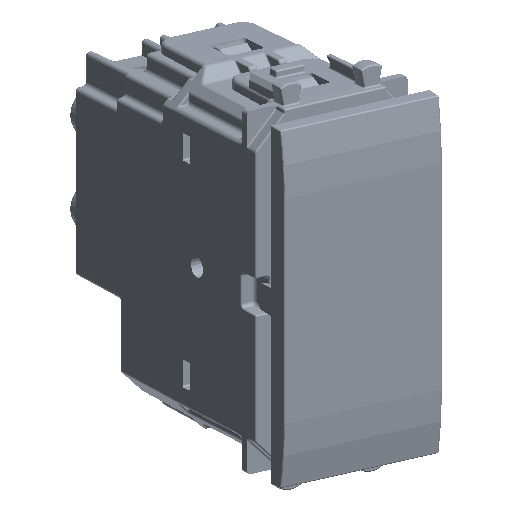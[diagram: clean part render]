
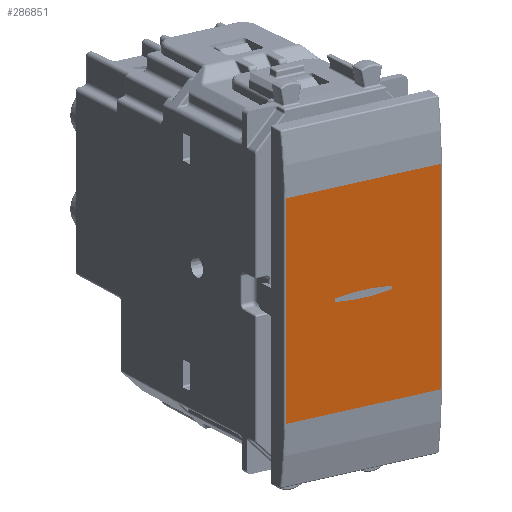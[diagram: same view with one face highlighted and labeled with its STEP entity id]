
A CAD part, top view. The second image highlights one B-rep face of the part: STEP entity #286851.
In plain terms, the highlighted face is planar.
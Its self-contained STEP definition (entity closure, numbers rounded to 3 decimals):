
#286655=CARTESIAN_POINT('Line Origine',(10.791,-11.,2.7)) ;
#286659=CARTESIAN_POINT('Vertex',(10.791,-13.933,2.7)) ;
#286661=CARTESIAN_POINT('Vertex',(10.791,13.933,2.7)) ;
#286787=CARTESIAN_POINT('Axis2P3D Location',(0.,0.,2.7)) ;
#286792=CARTESIAN_POINT('Line Origine',(-10.791,0.,2.7)) ;
#286796=CARTESIAN_POINT('Vertex',(-10.791,-13.933,2.7)) ;
#286798=CARTESIAN_POINT('Vertex',(-10.791,13.933,2.7)) ;
#286801=CARTESIAN_POINT('Line Origine',(0.,-13.933,2.7)) ;
#286806=CARTESIAN_POINT('Line Origine',(0.,13.933,2.7)) ;
#286817=CARTESIAN_POINT('Axis2P3D Location',(0.,-28.,2.7)) ;
#286821=CARTESIAN_POINT('Vertex',(-3.783,0.248,2.7)) ;
#286823=CARTESIAN_POINT('Vertex',(3.783,0.248,2.7)) ;
#286826=CARTESIAN_POINT('Axis2P3D Location',(3.75,0.,2.7)) ;
#286830=CARTESIAN_POINT('Vertex',(3.783,-0.248,2.7)) ;
#286833=CARTESIAN_POINT('Axis2P3D Location',(0.,28.,2.7)) ;
#286837=CARTESIAN_POINT('Vertex',(-3.783,-0.248,2.7)) ;
#286840=CARTESIAN_POINT('Axis2P3D Location',(-3.75,0.,2.7)) ;
#286656=DIRECTION('Vector Direction',(0.,-1.,0.)) ;
#286788=DIRECTION('Axis2P3D Direction',(-0.,0.,1.)) ;
#286789=DIRECTION('Axis2P3D XDirection',(0.,-1.,0.)) ;
#286793=DIRECTION('Vector Direction',(0.,-1.,0.)) ;
#286802=DIRECTION('Vector Direction',(1.,0.,0.)) ;
#286807=DIRECTION('Vector Direction',(1.,0.,0.)) ;
#286818=DIRECTION('Axis2P3D Direction',(-0.,0.,1.)) ;
#286827=DIRECTION('Axis2P3D Direction',(-0.,0.,1.)) ;
#286834=DIRECTION('Axis2P3D Direction',(-0.,0.,1.)) ;
#286841=DIRECTION('Axis2P3D Direction',(-0.,0.,1.)) ;
#286790=AXIS2_PLACEMENT_3D('Plane Axis2P3D',#286787,#286788,#286789) ;
#286819=AXIS2_PLACEMENT_3D('Circle Axis2P3D',#286817,#286818,$) ;
#286828=AXIS2_PLACEMENT_3D('Circle Axis2P3D',#286826,#286827,$) ;
#286835=AXIS2_PLACEMENT_3D('Circle Axis2P3D',#286833,#286834,$) ;
#286842=AXIS2_PLACEMENT_3D('Circle Axis2P3D',#286840,#286841,$) ;
#286812=ORIENTED_EDGE('',*,*,#286800,.F.) ;
#286813=ORIENTED_EDGE('',*,*,#286805,.T.) ;
#286814=ORIENTED_EDGE('',*,*,#286663,.T.) ;
#286815=ORIENTED_EDGE('',*,*,#286810,.F.) ;
#286846=ORIENTED_EDGE('',*,*,#286825,.T.) ;
#286847=ORIENTED_EDGE('',*,*,#286832,.T.) ;
#286848=ORIENTED_EDGE('',*,*,#286839,.T.) ;
#286849=ORIENTED_EDGE('',*,*,#286844,.T.) ;
#286850=FACE_BOUND('',#286845,.T.) ;
#286657=VECTOR('Line Direction',#286656,1.) ;
#286794=VECTOR('Line Direction',#286793,1.) ;
#286803=VECTOR('Line Direction',#286802,1.) ;
#286808=VECTOR('Line Direction',#286807,1.) ;
#286851=ADVANCED_FACE('PartBody',(#286816,#286850),#286791,.T.) ;
#286820=CIRCLE('generated circle',#286819,28.5) ;
#286829=CIRCLE('generated circle',#286828,0.25) ;
#286836=CIRCLE('generated circle',#286835,28.5) ;
#286843=CIRCLE('generated circle',#286842,0.25) ;
#286663=EDGE_CURVE('',#286660,#286662,#286658,.F.) ;
#286800=EDGE_CURVE('',#286797,#286799,#286795,.F.) ;
#286805=EDGE_CURVE('',#286797,#286660,#286804,.T.) ;
#286810=EDGE_CURVE('',#286799,#286662,#286809,.T.) ;
#286825=EDGE_CURVE('',#286822,#286824,#286820,.F.) ;
#286832=EDGE_CURVE('',#286824,#286831,#286829,.F.) ;
#286839=EDGE_CURVE('',#286831,#286838,#286836,.F.) ;
#286844=EDGE_CURVE('',#286838,#286822,#286843,.F.) ;
#286811=EDGE_LOOP('',(#286812,#286813,#286814,#286815)) ;
#286845=EDGE_LOOP('',(#286846,#286847,#286848,#286849)) ;
#286816=FACE_OUTER_BOUND('',#286811,.T.) ;
#286658=LINE('Line',#286655,#286657) ;
#286795=LINE('Line',#286792,#286794) ;
#286804=LINE('Line',#286801,#286803) ;
#286809=LINE('Line',#286806,#286808) ;
#286791=PLANE('',#286790) ;
#286660=VERTEX_POINT('',#286659) ;
#286662=VERTEX_POINT('',#286661) ;
#286797=VERTEX_POINT('',#286796) ;
#286799=VERTEX_POINT('',#286798) ;
#286822=VERTEX_POINT('',#286821) ;
#286824=VERTEX_POINT('',#286823) ;
#286831=VERTEX_POINT('',#286830) ;
#286838=VERTEX_POINT('',#286837) ;
